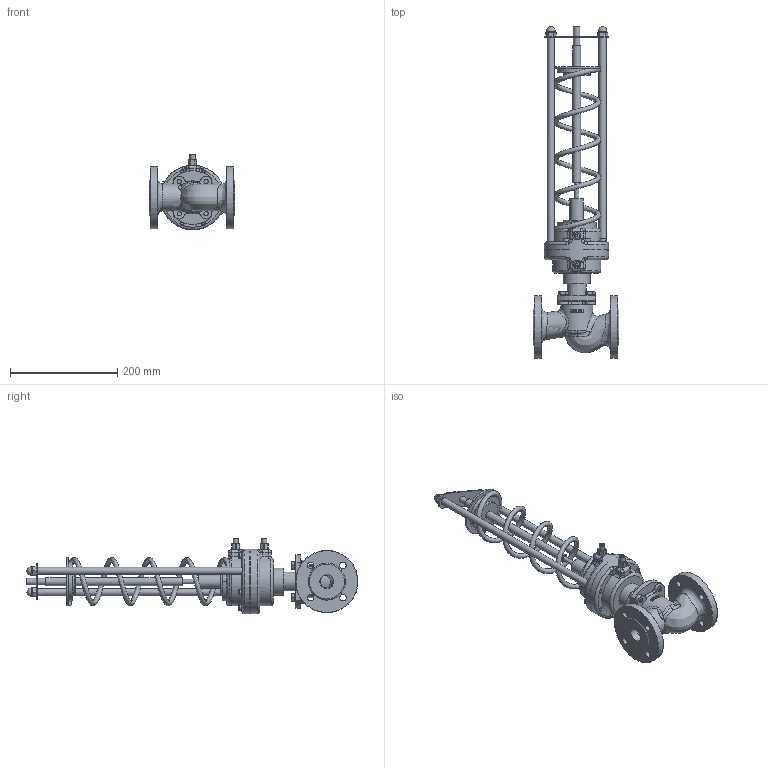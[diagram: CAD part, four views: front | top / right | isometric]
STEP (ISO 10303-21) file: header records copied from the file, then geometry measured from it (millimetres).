
FILE_DESCRIPTION(/* description */ (''),/* implementation_level */ '2;1');
FILE_NAME(/* name */ 'DN25_3D_STEP.stp',/* time_stamp */ '2024-04-25T12:52:13+03:00',/* author */ ('igorr'),/* organization */ (''),/* preprocessor_version */ 'ST-DEVELOPER v19.2',/* originating_system */ 'Autodesk Inventor 2023',/* authorisation */ '');
FILE_SCHEMA (('AUTOMOTIVE_DESIGN { 1 0 10303 214 3 1 1 }'));
Length unit declared in the file: millimetre
Products named in the file (6): Сборка; Деталь2; Деталь1; AS 1110 - M10 x 16; AS 1420 - 1973 - M6 x 10; CNS 4473 - M 10
Assembly tree (14 placements, depth 2):
  Сборка
    Деталь2
    Деталь1
    AS 1110 - M10 x 16  x4
    AS 1420 - 1973 - M6 x 10  x6
    CNS 4473 - M 10  x2
Bounding box: 160 x 618 x 140.75 mm (x, y, z)
Volume: 1832437.5 mm3; surface area: 304117.4 mm2
Topology: 14 solids, 15 shells, 576 faces, 1432 edges, 907 vertices
Faces by surface type: plane 252, cylinder 148, cone 78, bspline 57, torus 31, sphere 10
Full cylindrical faces by diameter (mm): 4.49 x2, 4.902 x1, 6 x6, 7 x17, 8 x5, 8.376 x2, 9.994 x2, 10 x10, 11 x4, 12 x10, 13.036 x1, 13.497 x1, 15 x2, 16 x6, 25 x3, 35 x1, 50 x3, 60 x2, 72 x1, 90 x1, 116 x2, 120 x1
Entity records: 20084 total; most frequent: CARTESIAN_POINT 9701, ORIENTED_EDGE 2068, DIRECTION 1992, EDGE_CURVE 1034, AXIS2_PLACEMENT_3D 818, VERTEX_POINT 664, EDGE_LOOP 494, CIRCLE 415
